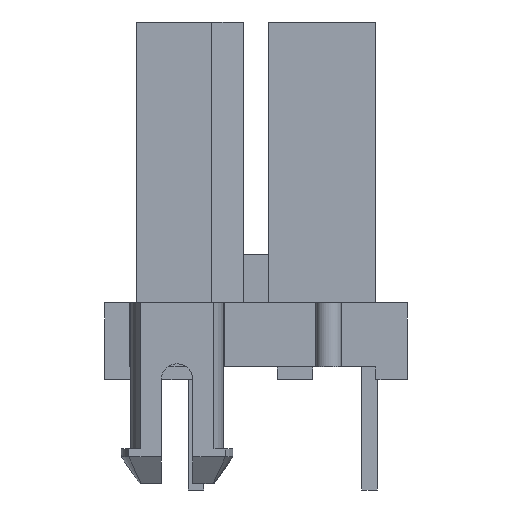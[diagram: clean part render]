
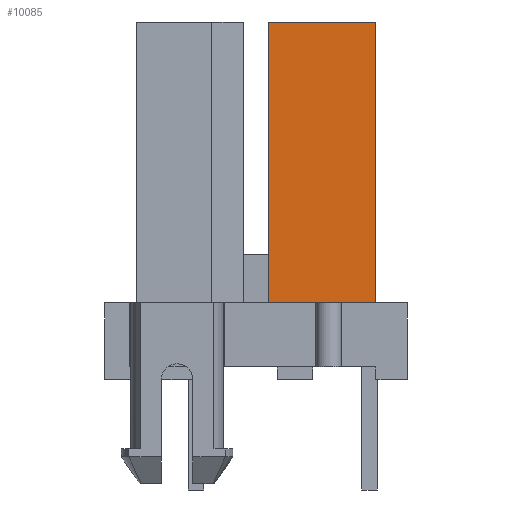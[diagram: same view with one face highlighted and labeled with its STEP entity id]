
A CAD part, left-side view. The second image highlights one B-rep face of the part: STEP entity #10085.
In plain terms, the highlighted planar face has unit normal (-1, 0, 0).
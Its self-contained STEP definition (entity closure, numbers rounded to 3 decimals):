
#86=DIRECTION('',(0.,-1.,0.));
#87=VECTOR('',#86,3.4);
#88=CARTESIAN_POINT('',(-10.1,-0.4,0.));
#89=LINE('',#88,#87);
#3063=DIRECTION('',(0.,0.,1.));
#3064=VECTOR('',#3063,8.9);
#3065=CARTESIAN_POINT('',(-10.1,-3.8,0.));
#3066=LINE('',#3065,#3064);
#3067=DIRECTION('',(0.,0.,1.));
#3068=VECTOR('',#3067,8.9);
#3069=CARTESIAN_POINT('',(-10.1,-0.4,0.));
#3070=LINE('',#3069,#3068);
#3095=DIRECTION('',(0.,-1.,0.));
#3096=VECTOR('',#3095,3.4);
#3097=CARTESIAN_POINT('',(-10.1,-0.4,8.9));
#3098=LINE('',#3097,#3096);
#4369=CARTESIAN_POINT('',(-10.1,-0.4,8.9));
#4370=CARTESIAN_POINT('',(-10.1,-3.8,8.9));
#4371=VERTEX_POINT('',#4369);
#4372=VERTEX_POINT('',#4370);
#4389=CARTESIAN_POINT('',(-10.1,-0.4,0.));
#4390=CARTESIAN_POINT('',(-10.1,-3.8,0.));
#4391=VERTEX_POINT('',#4389);
#4392=VERTEX_POINT('',#4390);
#10073=CARTESIAN_POINT('',(-10.1,-0.4,0.));
#10074=DIRECTION('',(-1.,0.,0.));
#10075=DIRECTION('',(0.,-1.,0.));
#10076=AXIS2_PLACEMENT_3D('',#10073,#10074,#10075);
#10077=PLANE('',#10076);
#10078=ORIENTED_EDGE('',*,*,#5754,.F.);
#10079=ORIENTED_EDGE('',*,*,#10038,.T.);
#10081=ORIENTED_EDGE('',*,*,#10080,.T.);
#10082=ORIENTED_EDGE('',*,*,#10065,.F.);
#10083=EDGE_LOOP('',(#10078,#10079,#10081,#10082));
#10084=FACE_OUTER_BOUND('',#10083,.F.);
#10085=ADVANCED_FACE('',(#10084),#10077,.T.);
#5754=EDGE_CURVE('',#4391,#4392,#89,.T.);
#10038=EDGE_CURVE('',#4391,#4371,#3070,.T.);
#10065=EDGE_CURVE('',#4392,#4372,#3066,.T.);
#10080=EDGE_CURVE('',#4371,#4372,#3098,.T.);
